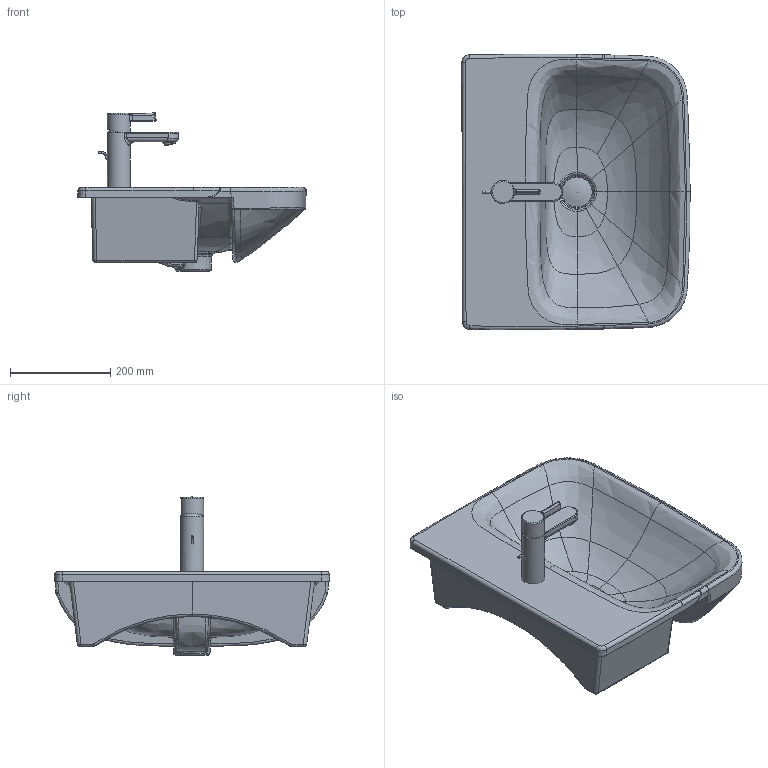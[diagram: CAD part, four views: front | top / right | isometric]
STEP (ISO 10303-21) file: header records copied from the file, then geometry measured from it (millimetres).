
FILE_DESCRIPTION((''),'2;1');
FILE_NAME('037555.stp','2013-10-10T08:55:52',('Administrator'),(''),'Autodesk Inventor 2011','Autodesk Inventor 2011','');
FILE_SCHEMA(('CONFIG_CONTROL_DESIGN'));
Length unit declared in the file: millimetre
Products named in the file (10): 037555; Kelch; Stopfen; Armatur Durastyle Waschtisch; Fassung Sieb; Griff; Gehäuse; Hebel_Ventil; Gleitring
Assembly tree (9 placements, depth 3):
  037555
    037555
    Kelch
    Stopfen
    Armatur Durastyle Waschtisch
      Fassung Sieb
      Griff
      Gehäuse
      Hebel_Ventil
      Gleitring
Bounding box: 455.64 x 550.63 x 315.62 mm (x, y, z)
Volume: 9845885.4 mm3; surface area: 945953.1 mm2
Topology: 7 solids, 9 shells, 485 faces, 1155 edges, 679 vertices
Faces by surface type: bspline 256, cylinder 99, plane 86, sphere 21, torus 15, cone 8
Full cylindrical faces by diameter (mm): 4 x2, 20.15 x1, 21.15 x1, 23.15 x1, 25 x1, 30 x2, 35 x1, 42 x1, 44 x1, 46 x2, 60 x1
Entity records: 75196 total; most frequent: CARTESIAN_POINT 64915, ORIENTED_EDGE 2216, DIRECTION 1529, EDGE_CURVE 1110, VERTEX_POINT 667, AXIS2_PLACEMENT_3D 628, EDGE_LOOP 539, FACE_OUTER_BOUND 484
